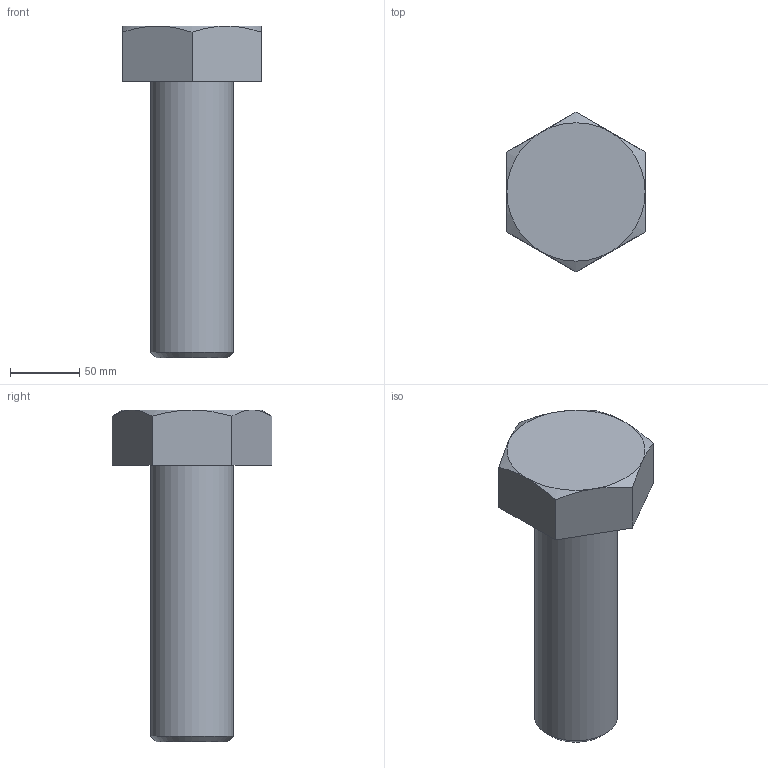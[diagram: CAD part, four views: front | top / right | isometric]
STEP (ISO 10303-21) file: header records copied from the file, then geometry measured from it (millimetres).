
FILE_DESCRIPTION(/* description */ (''),/* implementation_level */ '2;1');
FILE_NAME(/* name */ 'M6 x 20 HHCS.step',/* time_stamp */ '2024-10-22T15:09:09-04:00',/* author */ ('JVann-Robertson'),/* organization */ (''),/* preprocessor_version */ 'ST-DEVELOPER v18.1',/* originating_system */ 'AutoCAD Mechanical',/* authorisation */ '');
FILE_SCHEMA (('AUTOMOTIVE_DESIGN { 1 0 10303 214 3 1 1 }'));
Length unit declared in the file: centimetre
Products named in the file (1): Product
Bounding box: 100 x 115.47 x 240 mm (x, y, z)
Volume: 909370.4 mm3; surface area: 68007.6 mm2
Topology: 1 solids, 1 shells, 17 faces, 36 edges, 22 vertices
Faces by surface type: plane 9, cone 7, cylinder 1
Full cylindrical faces by diameter (mm): 60 x1
Entity records: 463 total; most frequent: CARTESIAN_POINT 100, ORIENTED_EDGE 72, DIRECTION 70, EDGE_CURVE 36, AXIS2_PLACEMENT_3D 28, VERTEX_POINT 22, EDGE_LOOP 18, FACE_OUTER_BOUND 17
